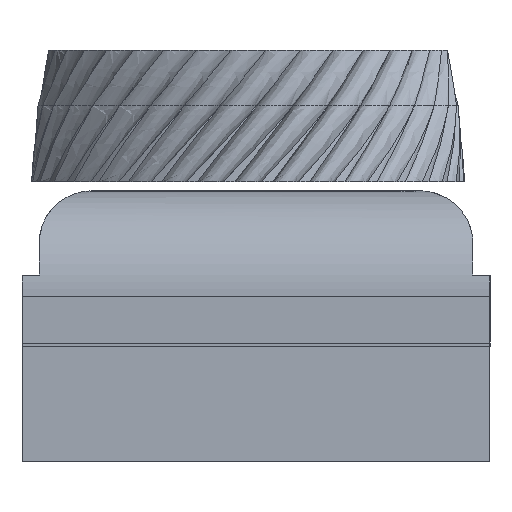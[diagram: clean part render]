
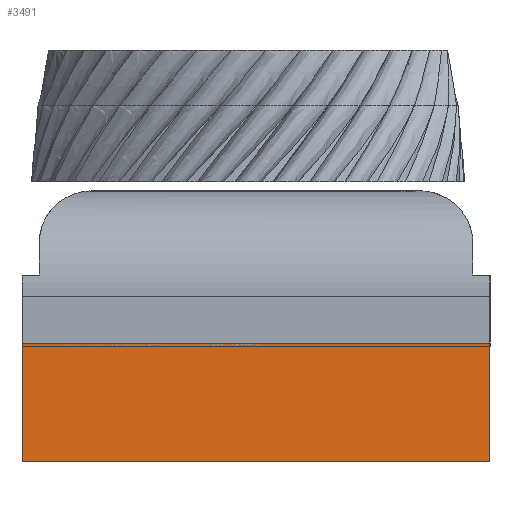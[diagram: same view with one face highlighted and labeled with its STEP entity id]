
A CAD part, front view. The second image highlights one B-rep face of the part: STEP entity #3491.
In plain terms, the highlighted planar face has unit normal (0, -1, 0).
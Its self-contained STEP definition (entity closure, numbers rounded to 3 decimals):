
#401=PLANE('',#3765);
#492=FACE_OUTER_BOUND('',#721,.T.);
#721=EDGE_LOOP('',(#2579,#2580,#2581,#2582));
#929=LINE('',#4722,#1151);
#984=LINE('',#4849,#1206);
#1028=LINE('',#4936,#1250);
#1029=LINE('',#4938,#1251);
#1151=VECTOR('',#4003,10.);
#1206=VECTOR('',#4120,10.);
#1250=VECTOR('',#4198,10.);
#1251=VECTOR('',#4201,10.);
#1496=VERTEX_POINT('',#4719);
#1497=VERTEX_POINT('',#4721);
#1537=VERTEX_POINT('',#4846);
#1538=VERTEX_POINT('',#4848);
#1833=EDGE_CURVE('',#1496,#1497,#929,.T.);
#1895=EDGE_CURVE('',#1537,#1538,#984,.T.);
#1939=EDGE_CURVE('',#1537,#1497,#1028,.T.);
#1940=EDGE_CURVE('',#1538,#1496,#1029,.T.);
#2579=ORIENTED_EDGE('',*,*,#1939,.T.);
#2580=ORIENTED_EDGE('',*,*,#1833,.F.);
#2581=ORIENTED_EDGE('',*,*,#1940,.F.);
#2582=ORIENTED_EDGE('',*,*,#1895,.F.);
#3491=ADVANCED_FACE('',(#492),#401,.T.);
#3765=AXIS2_PLACEMENT_3D('',#4937,#4199,#4200);
#4003=DIRECTION('',(1.,0.,0.));
#4120=DIRECTION('',(-1.,0.,0.));
#4198=DIRECTION('',(0.,0.,1.));
#4199=DIRECTION('center_axis',(0.,-1.,0.));
#4200=DIRECTION('ref_axis',(1.,0.,0.));
#4201=DIRECTION('',(0.,0.,1.));
#4719=CARTESIAN_POINT('',(-8.9,-11.6,3.));
#4721=CARTESIAN_POINT('',(8.9,-11.6,3.));
#4722=CARTESIAN_POINT('',(8.9,-11.6,3.));
#4846=CARTESIAN_POINT('',(8.9,-11.6,-1.5));
#4848=CARTESIAN_POINT('',(-8.9,-11.6,-1.5));
#4849=CARTESIAN_POINT('',(8.9,-11.6,-1.5));
#4936=CARTESIAN_POINT('',(8.9,-11.6,0.));
#4937=CARTESIAN_POINT('Origin',(-8.9,-11.6,0.));
#4938=CARTESIAN_POINT('',(-8.9,-11.6,0.));
